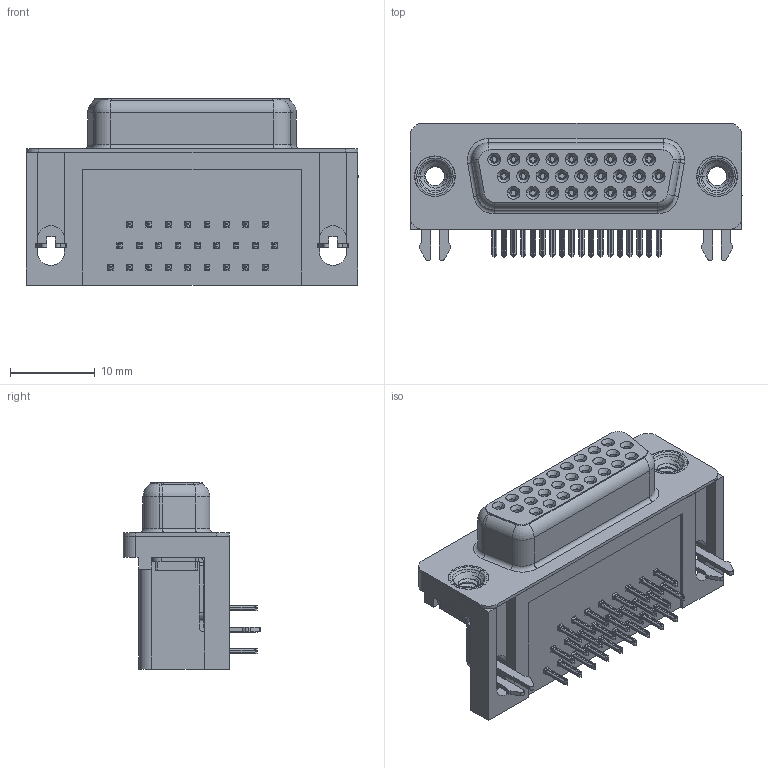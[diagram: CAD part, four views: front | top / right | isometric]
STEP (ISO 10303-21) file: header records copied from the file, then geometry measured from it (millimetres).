
FILE_DESCRIPTION (( 'STEP AP203' ), '1' );
FILE_NAME ('MHHDR-26FNS-A1.STEP', '2025-11-27T20:17:25', ( '' ), ( '' ), 'SwSTEP 2.0', 'SolidWorks 2023', '' );
FILE_SCHEMA (( 'CONFIG_CONTROL_DESIGN' ));
Length unit declared in the file: millimetre
Products named in the file (8): MHHDR Contact Bottom; MHHDR-26FNS-A1; MHHDR 2 Prong Board Lock; MHHDR 4-40 Threaded Rivet; MHHDR Housing_26 Socket; MHHDR Contact Top; MHHDR Contact Middle; MHHDR Shell_26 Socket
Assembly tree (32 placements, depth 2):
  MHHDR-26FNS-A1
    MHHDR Housing_26 Socket
    MHHDR Shell_26 Socket
    MHHDR Contact Bottom  x8
    MHHDR Contact Middle  x9
    MHHDR Contact Top  x9
    MHHDR 2 Prong Board Lock  x2
    MHHDR 4-40 Threaded Rivet  x2
Bounding box: 39.22 x 16.25 x 22 mm (x, y, z)
Volume: 6353.5 mm3; surface area: 9089.4 mm2
Topology: 32 solids, 32 shells, 4021 faces, 10586 edges, 6654 vertices
Faces by surface type: plane 1803, cylinder 946, bspline 910, cone 324, torus 38
Entity records: 37337 total; most frequent: CARTESIAN_POINT 12317, ORIENTED_EDGE 5082, DIRECTION 4493, EDGE_CURVE 2541, LINE 1629, VECTOR 1629, VERTEX_POINT 1620, AXIS2_PLACEMENT_3D 1432
